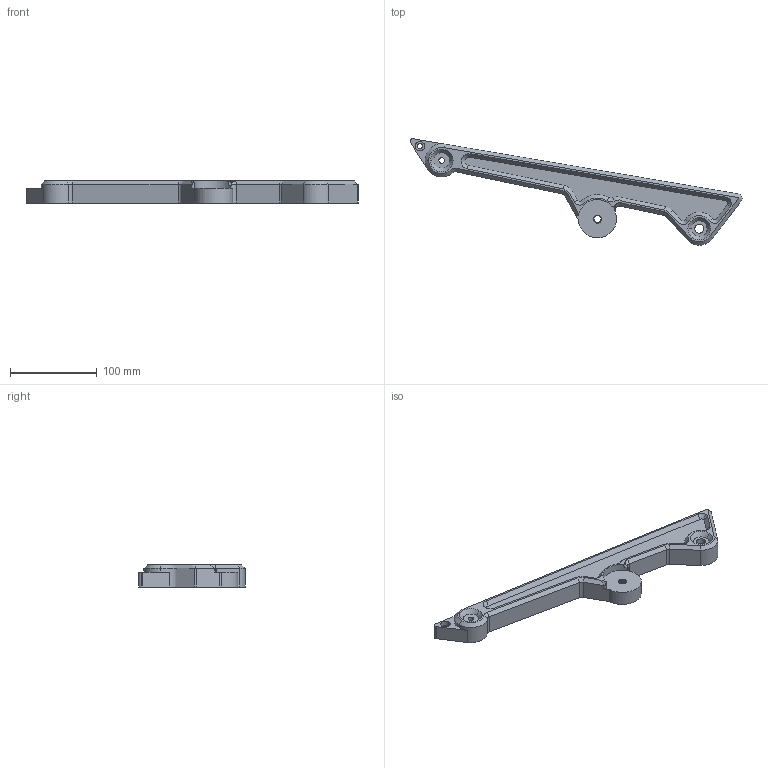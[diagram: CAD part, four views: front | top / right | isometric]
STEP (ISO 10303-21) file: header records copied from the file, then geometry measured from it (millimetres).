
FILE_DESCRIPTION (( 'STEP AP203' ), '1' );
FILE_NAME ('q bi dir.STEP', '2018-10-30T02:05:55', ( '' ), ( '' ), 'SwSTEP 2.0', 'SolidWorks 2018', '' );
FILE_SCHEMA (( 'CONFIG_CONTROL_DESIGN' ));
Length unit declared in the file: millimetre
Products named in the file (1): q bi dir
Bounding box: 382.11 x 122.46 x 25.4 mm (x, y, z)
Volume: 340246.3 mm3; surface area: 55913.4 mm2
Topology: 1 solids, 1 shells, 108 faces, 292 edges, 188 vertices
Faces by surface type: cylinder 49, plane 27, cone 24, bspline 8
Entity records: 6259 total; most frequent: CARTESIAN_POINT 3591, ORIENTED_EDGE 580, DIRECTION 519, EDGE_CURVE 290, AXIS2_PLACEMENT_3D 197, VERTEX_POINT 188, LINE 125, VECTOR 125
